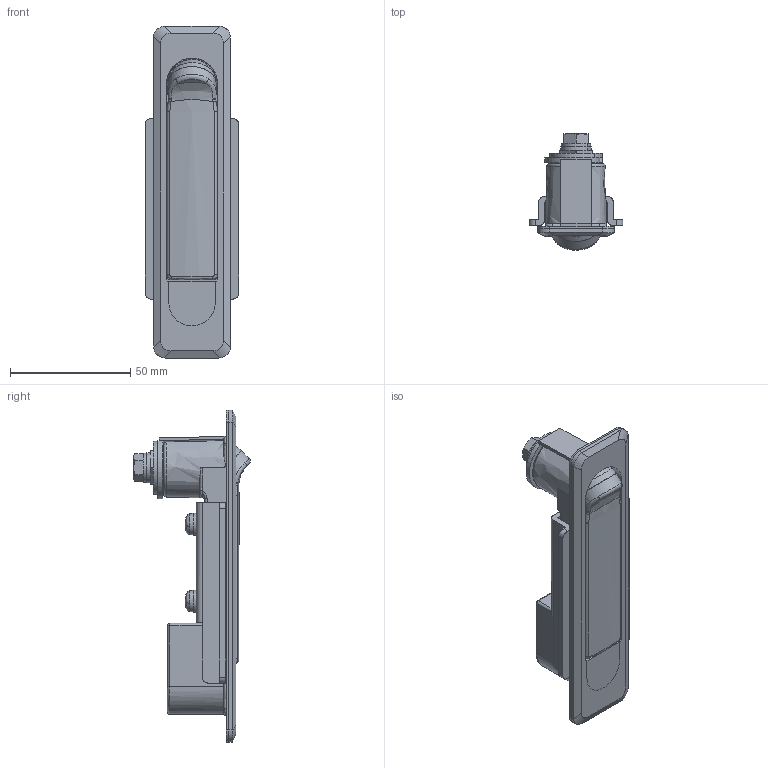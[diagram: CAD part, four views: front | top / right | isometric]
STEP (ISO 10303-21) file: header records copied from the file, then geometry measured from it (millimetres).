
FILE_DESCRIPTION((''),'2;1');
FILE_NAME('','2006-01-17T11:26:26',(''),(''),'','CADfix','');
FILE_SCHEMA(('AUTOMOTIVE_DESIGN'));
Length unit declared in the file: millimetre
Products named in the file (11): screw; bracket; lock; washer; shaft; packing; handle; control_cam; bolt; base; THA_405D_1_31856_36
Assembly tree (11 placements, depth 2):
  THA_405D_1_31856_36
    screw  x2
    bracket
    lock
    washer
    shaft
    packing
    handle
    control_cam
    bolt
    base
Bounding box: 39 x 48.5 x 138 mm (x, y, z)
Volume: 57160.5 mm3; surface area: 45833.7 mm2
Topology: 11 solids, 11 shells, 483 faces, 1486 edges, 1044 vertices
Faces by surface type: bspline 483
Entity records: 22759 total; most frequent: CARTESIAN_POINT 14298, ORIENTED_EDGE 2762, EDGE_CURVE 1381, VERTEX_POINT 973, B_SPLINE_CURVE_WITH_KNOTS 694, QUASI_UNIFORM_CURVE 664, EDGE_LOOP 492, FACE_OUTER_BOUND 452
